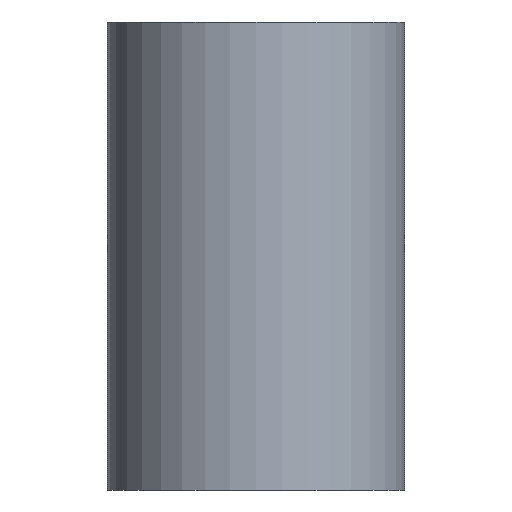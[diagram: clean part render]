
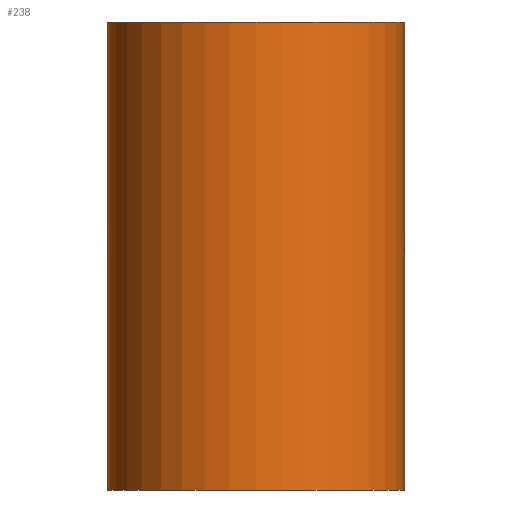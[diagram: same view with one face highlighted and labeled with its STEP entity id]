
A CAD part, front view. The second image highlights one B-rep face of the part: STEP entity #238.
In plain terms, the highlighted cylindrical face has radius 20 mm (diameter 40 mm), a partial arc.
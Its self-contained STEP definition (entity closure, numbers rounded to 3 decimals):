
#2 = CARTESIAN_POINT ( 'NONE',  ( -20., 0., 63. ) ) ;
#5 = EDGE_CURVE ( 'NONE', #49, #166, #215, .T. ) ;
#14 = CARTESIAN_POINT ( 'NONE',  ( 0., 0., 63. ) ) ;
#20 = CARTESIAN_POINT ( 'NONE',  ( -20., 0., 0. ) ) ;
#28 = CYLINDRICAL_SURFACE ( 'NONE', #222, 20. ) ;
#34 = AXIS2_PLACEMENT_3D ( 'NONE', #14, #122, #221 ) ;
#49 = VERTEX_POINT ( 'NONE', #296 ) ;
#51 = DIRECTION ( 'NONE',  ( 1., 0., 0. ) ) ;
#64 = VECTOR ( 'NONE', #176, 1000. ) ;
#72 = ORIENTED_EDGE ( 'NONE', *, *, #205, .T. ) ;
#75 = CARTESIAN_POINT ( 'NONE',  ( -20., 0., 40. ) ) ;
#96 = CIRCLE ( 'NONE', #236, 20. ) ;
#98 = VERTEX_POINT ( 'NONE', #20 ) ;
#101 = VECTOR ( 'NONE', #151, 1000. ) ;
#102 = DIRECTION ( 'NONE',  ( 0., 0., 1. ) ) ;
#119 = EDGE_CURVE ( 'NONE', #197, #166, #142, .T. ) ;
#122 = DIRECTION ( 'NONE',  ( 0., 0., 1. ) ) ;
#128 = ORIENTED_EDGE ( 'NONE', *, *, #5, .T. ) ;
#136 = CARTESIAN_POINT ( 'NONE',  ( 20., 0., 63. ) ) ;
#138 = DIRECTION ( 'NONE',  ( 1., 0., 0. ) ) ;
#139 = CARTESIAN_POINT ( 'NONE',  ( 0., 0., 40. ) ) ;
#142 = CIRCLE ( 'NONE', #34, 20. ) ;
#151 = DIRECTION ( 'NONE',  ( 0., 0., 1. ) ) ;
#161 = FACE_OUTER_BOUND ( 'NONE', #253, .T. ) ;
#166 = VERTEX_POINT ( 'NONE', #136 ) ;
#176 = DIRECTION ( 'NONE',  ( 0., 0., 1. ) ) ;
#189 = ORIENTED_EDGE ( 'NONE', *, *, #192, .F. ) ;
#192 = EDGE_CURVE ( 'NONE', #98, #197, #307, .T. ) ;
#197 = VERTEX_POINT ( 'NONE', #2 ) ;
#205 = EDGE_CURVE ( 'NONE', #98, #49, #96, .T. ) ;
#211 = CARTESIAN_POINT ( 'NONE',  ( 0., 0., 0. ) ) ;
#215 = LINE ( 'NONE', #272, #101 ) ;
#221 = DIRECTION ( 'NONE',  ( 1., 0., 0. ) ) ;
#222 = AXIS2_PLACEMENT_3D ( 'NONE', #139, #102, #138 ) ;
#236 = AXIS2_PLACEMENT_3D ( 'NONE', #211, #312, #51 ) ;
#238 = ADVANCED_FACE ( 'NONE', ( #161 ), #28, .T. ) ;
#239 = ORIENTED_EDGE ( 'NONE', *, *, #119, .F. ) ;
#253 = EDGE_LOOP ( 'NONE', ( #189, #72, #128, #239 ) ) ;
#272 = CARTESIAN_POINT ( 'NONE',  ( 20., 0., 40. ) ) ;
#296 = CARTESIAN_POINT ( 'NONE',  ( 20., 0., 0. ) ) ;
#307 = LINE ( 'NONE', #75, #64 ) ;
#312 = DIRECTION ( 'NONE',  ( 0., 0., 1. ) ) ;
